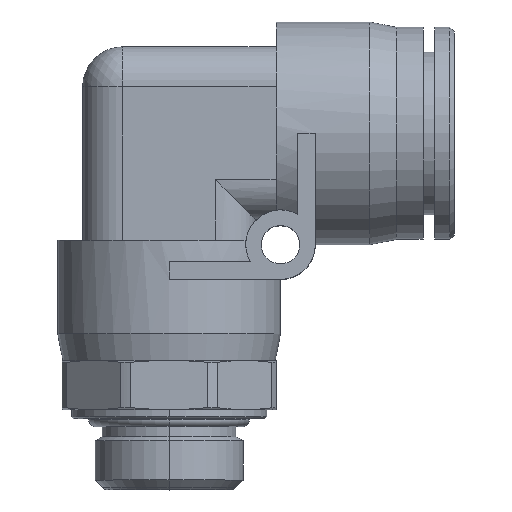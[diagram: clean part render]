
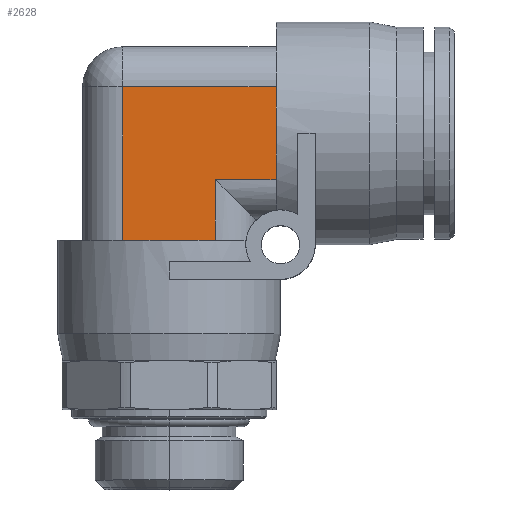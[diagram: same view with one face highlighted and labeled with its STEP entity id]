
A CAD part, top view. The second image highlights one B-rep face of the part: STEP entity #2628.
In plain terms, the highlighted planar face has unit normal (0, 0, 1).
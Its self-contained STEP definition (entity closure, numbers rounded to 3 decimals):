
#573=DIRECTION('',(1.,0.,0.));
#574=VECTOR('',#573,10.4);
#575=CARTESIAN_POINT('',(-5.2,-12.,9.7));
#576=LINE('',#575,#574);
#666=DIRECTION('',(0.,-1.,0.));
#667=VECTOR('',#666,10.4);
#668=CARTESIAN_POINT('',(12.,5.2,9.7));
#669=LINE('',#668,#667);
#704=DIRECTION('',(-1.,0.,0.));
#705=VECTOR('',#704,6.8);
#706=CARTESIAN_POINT('',(12.,-5.2,9.7));
#707=LINE('',#706,#705);
#735=DIRECTION('',(0.,1.,0.));
#736=VECTOR('',#735,6.8);
#737=CARTESIAN_POINT('',(5.2,-12.,9.7));
#738=LINE('',#737,#736);
#750=DIRECTION('',(-1.,0.,0.));
#751=VECTOR('',#750,17.2);
#752=CARTESIAN_POINT('',(12.,5.2,9.7));
#753=LINE('',#752,#751);
#754=DIRECTION('',(0.,1.,0.));
#755=VECTOR('',#754,17.2);
#756=CARTESIAN_POINT('',(-5.2,-12.,9.7));
#757=LINE('',#756,#755);
#1407=CARTESIAN_POINT('',(12.,5.2,9.7));
#1409=VERTEX_POINT('',#1407);
#1410=CARTESIAN_POINT('',(12.,-5.2,9.7));
#1411=VERTEX_POINT('',#1410);
#1425=CARTESIAN_POINT('',(-5.2,-12.,9.7));
#1427=VERTEX_POINT('',#1425);
#1428=CARTESIAN_POINT('',(5.2,-12.,9.7));
#1429=VERTEX_POINT('',#1428);
#1436=CARTESIAN_POINT('',(5.2,-5.2,9.7));
#1437=VERTEX_POINT('',#1436);
#1441=CARTESIAN_POINT('',(-5.2,5.2,9.7));
#1443=VERTEX_POINT('',#1441);
#2613=CARTESIAN_POINT('',(25.5,5.2,9.7));
#2614=DIRECTION('',(0.,0.,1.));
#2615=DIRECTION('',(0.,-1.,0.));
#2616=AXIS2_PLACEMENT_3D('',#2613,#2614,#2615);
#2617=PLANE('',#2616);
#2619=ORIENTED_EDGE('',*,*,#2618,.F.);
#2620=ORIENTED_EDGE('',*,*,#2557,.T.);
#2621=ORIENTED_EDGE('',*,*,#2581,.T.);
#2622=ORIENTED_EDGE('',*,*,#2606,.F.);
#2623=ORIENTED_EDGE('',*,*,#2493,.F.);
#2625=ORIENTED_EDGE('',*,*,#2624,.T.);
#2626=EDGE_LOOP('',(#2619,#2620,#2621,#2622,#2623,#2625));
#2627=FACE_OUTER_BOUND('',#2626,.F.);
#2628=ADVANCED_FACE('',(#2627),#2617,.T.);
#2493=EDGE_CURVE('',#1427,#1429,#576,.T.);
#2557=EDGE_CURVE('',#1409,#1411,#669,.T.);
#2581=EDGE_CURVE('',#1411,#1437,#707,.T.);
#2606=EDGE_CURVE('',#1429,#1437,#738,.T.);
#2618=EDGE_CURVE('',#1409,#1443,#753,.T.);
#2624=EDGE_CURVE('',#1427,#1443,#757,.T.);
